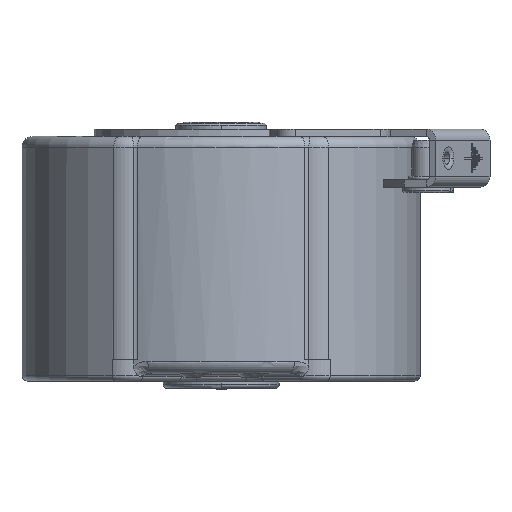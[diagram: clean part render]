
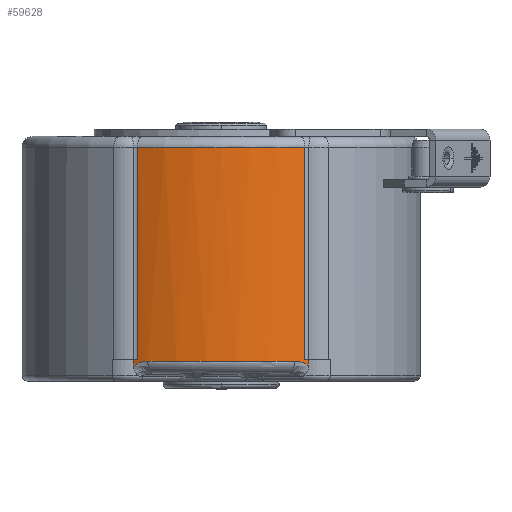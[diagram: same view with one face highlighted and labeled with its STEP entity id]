
A CAD part, front view. The second image highlights one B-rep face of the part: STEP entity #59628.
In plain terms, the highlighted cylindrical face has radius 53 mm (diameter 106 mm), a partial arc.
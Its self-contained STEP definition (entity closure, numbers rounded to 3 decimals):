
#6903=DIRECTION('',(0.,0.,-1.));
#6904=VECTOR('',#6903,1.909);
#6905=CARTESIAN_POINT('',(-24.096,-47.206,1.));
#6906=LINE('',#6905,#6904);
#6932=CARTESIAN_POINT('',(0.,0.,1.));
#6933=DIRECTION('',(0.,0.,-1.));
#6934=DIRECTION('',(-0.435,-0.9,0.));
#6935=AXIS2_PLACEMENT_3D('',#6932,#6933,#6934);
#7005=CARTESIAN_POINT('',(0.,0.,59.5));
#7006=DIRECTION('',(0.,0.,-1.));
#7007=DIRECTION('',(0.435,-0.9,0.));
#7008=AXIS2_PLACEMENT_3D('',#7005,#7006,#7007);
#17593=CARTESIAN_POINT('',(-24.096,-47.206,
-0.909));
#17594=CARTESIAN_POINT('',(-23.784,-47.365,
-0.618));
#17595=CARTESIAN_POINT('',(-23.083,-47.716,
-0.121));
#17596=CARTESIAN_POINT('',(-21.747,-48.341,
0.38));
#17597=CARTESIAN_POINT('',(-20.74,-48.777,
0.5));
#17598=CARTESIAN_POINT('',(-20.2,-49.,
0.5));
#17655=DIRECTION('',(0.,0.,-1.));
#17656=VECTOR('',#17655,58.5);
#17657=CARTESIAN_POINT('',(23.08,-47.711,59.5));
#17658=LINE('',#17657,#17656);
#17659=DIRECTION('',(0.,0.,1.));
#17660=VECTOR('',#17659,58.5);
#17661=CARTESIAN_POINT('',(-23.08,-47.711,1.));
#17662=LINE('',#17661,#17660);
#17668=CARTESIAN_POINT('',(0.,0.,1.));
#17669=DIRECTION('',(0.,0.,-1.));
#17670=DIRECTION('',(0.455,-0.891,0.));
#17671=AXIS2_PLACEMENT_3D('',#17668,#17669,#17670);
#17694=DIRECTION('',(0.,0.,1.));
#17695=VECTOR('',#17694,1.909);
#17696=CARTESIAN_POINT('',(24.096,-47.206,
-0.909));
#17697=LINE('',#17696,#17695);
#18142=CARTESIAN_POINT('',(20.2,-49.,
0.5));
#18143=CARTESIAN_POINT('',(20.744,-48.776,
0.5));
#18144=CARTESIAN_POINT('',(21.755,-48.338,
0.379));
#18145=CARTESIAN_POINT('',(23.092,-47.711,
-0.126));
#18146=CARTESIAN_POINT('',(23.787,-47.364,
-0.621));
#18147=CARTESIAN_POINT('',(24.096,-47.206,
-0.909));
#18627=CARTESIAN_POINT('',(0.,0.,0.5));
#18628=DIRECTION('',(0.,0.,1.));
#18629=DIRECTION('',(-0.381,-0.925,0.));
#18630=AXIS2_PLACEMENT_3D('',#18627,#18628,#18629);
#27823=CARTESIAN_POINT('',(-23.08,-47.711,1.));
#27824=CARTESIAN_POINT('',(-24.096,-47.206,1.));
#27825=VERTEX_POINT('',#27823);
#27826=VERTEX_POINT('',#27824);
#27829=CARTESIAN_POINT('',(23.08,-47.711,59.5));
#27830=CARTESIAN_POINT('',(23.08,-47.711,1.));
#27831=VERTEX_POINT('',#27829);
#27832=VERTEX_POINT('',#27830);
#27833=CARTESIAN_POINT('',(24.096,-47.206,1.));
#27834=VERTEX_POINT('',#27833);
#27835=CARTESIAN_POINT('',(24.096,-47.206,
-0.909));
#27836=VERTEX_POINT('',#27835);
#27837=VERTEX_POINT('',#18142);
#27838=CARTESIAN_POINT('',(-20.2,-49.,0.5));
#27839=VERTEX_POINT('',#27838);
#27840=VERTEX_POINT('',#17593);
#27841=CARTESIAN_POINT('',(-23.08,-47.711,59.5));
#27842=VERTEX_POINT('',#27841);
#59606=CARTESIAN_POINT('',(0.,0.,1.));
#59607=DIRECTION('',(0.,0.,1.));
#59608=DIRECTION('',(1.,0.,0.));
#59609=AXIS2_PLACEMENT_3D('',#59606,#59607,#59608);
#59610=CYLINDRICAL_SURFACE('',#59609,53.);
#59612=ORIENTED_EDGE('',*,*,#59611,.T.);
#59614=ORIENTED_EDGE('',*,*,#59613,.F.);
#59616=ORIENTED_EDGE('',*,*,#59615,.F.);
#59618=ORIENTED_EDGE('',*,*,#59617,.F.);
#59620=ORIENTED_EDGE('',*,*,#59619,.F.);
#59621=ORIENTED_EDGE('',*,*,#59559,.F.);
#59622=ORIENTED_EDGE('',*,*,#45189,.F.);
#59623=ORIENTED_EDGE('',*,*,#45209,.F.);
#59624=ORIENTED_EDGE('',*,*,#45238,.T.);
#59625=ORIENTED_EDGE('',*,*,#45330,.F.);
#59626=EDGE_LOOP('',(#59612,#59614,#59616,#59618,#59620,#59621,#59622,#59623,
#59624,#59625));
#59627=FACE_OUTER_BOUND('',#59626,.F.);
#6936=CIRCLE('',#6935,53.);
#7009=CIRCLE('',#7008,53.);
#17599=B_SPLINE_CURVE_WITH_KNOTS('',3,(#17593,#17594,#17595,#17596,#17597,
#17598),.UNSPECIFIED.,.F.,.F.,(4,1,1,4),(0.,0.333,
0.667,1.),.UNSPECIFIED.);
#17672=CIRCLE('',#17671,53.);
#18148=B_SPLINE_CURVE_WITH_KNOTS('',3,(#18142,#18143,#18144,#18145,#18146,
#18147),.UNSPECIFIED.,.F.,.F.,(4,1,1,4),(0.,0.333,
0.667,1.),.UNSPECIFIED.);
#18631=CIRCLE('',#18630,53.);
#45189=EDGE_CURVE('',#27826,#27840,#6906,.T.);
#45209=EDGE_CURVE('',#27825,#27826,#6936,.T.);
#45238=EDGE_CURVE('',#27825,#27842,#17662,.T.);
#45330=EDGE_CURVE('',#27831,#27842,#7009,.T.);
#59559=EDGE_CURVE('',#27840,#27839,#17599,.T.);
#59611=EDGE_CURVE('',#27831,#27832,#17658,.T.);
#59613=EDGE_CURVE('',#27834,#27832,#17672,.T.);
#59615=EDGE_CURVE('',#27836,#27834,#17697,.T.);
#59617=EDGE_CURVE('',#27837,#27836,#18148,.T.);
#59619=EDGE_CURVE('',#27839,#27837,#18631,.T.);
#59628=ADVANCED_FACE('',(#59627),#59610,.T.);
